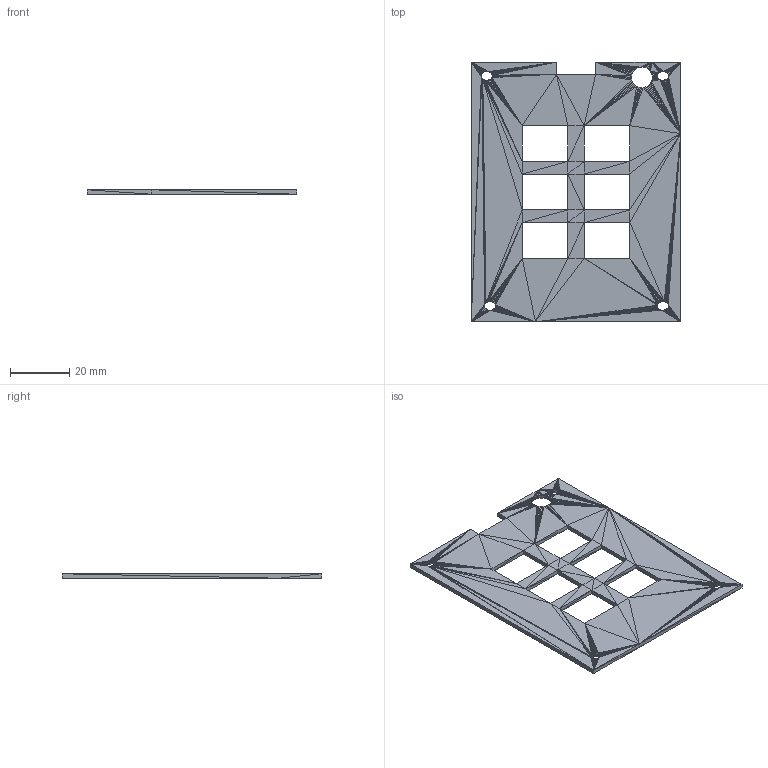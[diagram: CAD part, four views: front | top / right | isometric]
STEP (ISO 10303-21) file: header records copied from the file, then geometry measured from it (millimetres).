
FILE_DESCRIPTION((''),'2;1');
FILE_NAME('top_plate', '2025-12-03T13:51:53', (''), (''), 'ImageToStl.com STEP Converter','', '');
FILE_SCHEMA(('AUTOMOTIVE_DESIGN_CC2'));
Length unit declared in the file: metre
Products named in the file (1): product0
Bounding box: 71 x 88 x 1.5 mm (x, y, z)
Surface area: 11075 mm2 (no closed solid volume)
Topology: 0 solids, 1142 shells, 1142 faces, 3426 edges, 551 vertices
Faces by surface type: plane 1142
Entity records: 26254 total; most frequent: DIRECTION 5712, ORIENTED_EDGE 3426, EDGE_CURVE 3426, LINE 3426, VECTOR 3426, AXIS2_PLACEMENT_3D 1143, FACE_SURFACE 1142, PLANE 1142
